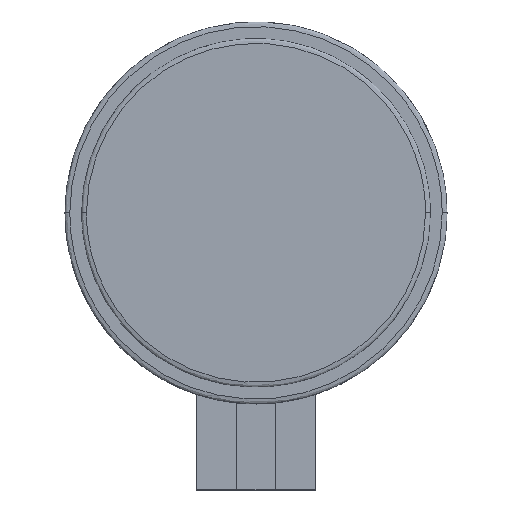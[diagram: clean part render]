
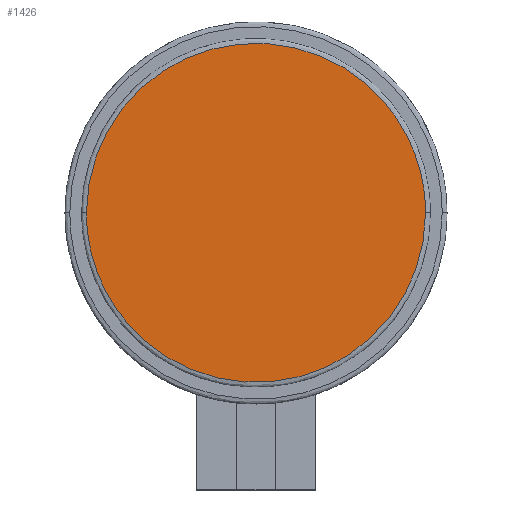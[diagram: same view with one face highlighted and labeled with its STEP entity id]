
A CAD part, top view. The second image highlights one B-rep face of the part: STEP entity #1426.
In plain terms, the highlighted free-form (B-spline) face has degree [1, 1] with [2, 2] control points.
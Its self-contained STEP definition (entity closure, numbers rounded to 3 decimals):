
#424 = EDGE_CURVE('',#425,#427,#429,.T.);
#425 = VERTEX_POINT('',#426);
#426 = CARTESIAN_POINT('',(4.438,0.,2.625));
#427 = VERTEX_POINT('',#428);
#428 = CARTESIAN_POINT('',(-4.438,0.,2.625));
#429 = SURFACE_CURVE('',#430,(#435,#459),.PCURVE_S1.);
#430 = ( BOUNDED_CURVE() B_SPLINE_CURVE(3,(#431,#432,#433,#434),
.UNSPECIFIED.,.F.,.F.) B_SPLINE_CURVE_WITH_KNOTS((4,4),(0.,1.),
.PIECEWISE_BEZIER_KNOTS.) CURVE() GEOMETRIC_REPRESENTATION_ITEM() 
RATIONAL_B_SPLINE_CURVE((1.,0.333,0.333,1.)) 
REPRESENTATION_ITEM('') );
#431 = CARTESIAN_POINT('',(4.438,0.,2.625));
#432 = CARTESIAN_POINT('',(4.438,-8.875,2.625));
#433 = CARTESIAN_POINT('',(-4.438,-8.875,2.625));
#434 = CARTESIAN_POINT('',(-4.438,0.,2.625));
#435 = PCURVE('',#436,#453);
#436 = ( BOUNDED_SURFACE() B_SPLINE_SURFACE(3,3,(
    (#437,#438,#439,#440)
    ,(#441,#442,#443,#444)
    ,(#445,#446,#447,#448)
    ,(#449,#450,#451,#452
)),.UNSPECIFIED.,.F.,.F.,.F.) B_SPLINE_SURFACE_WITH_KNOTS((4,4),(4,4),(
    0.,1.),(0.,1.),.PIECEWISE_BEZIER_KNOTS.) 
GEOMETRIC_REPRESENTATION_ITEM() RATIONAL_B_SPLINE_SURFACE((
    (1.,0.333,0.333,1.)
    ,(0.805,0.268,0.268,0.805)
    ,(0.805,0.268,0.268,0.805)
,(1.,0.333,0.333,1.
))) REPRESENTATION_ITEM('') SURFACE() );
#437 = CARTESIAN_POINT('',(-4.438,0.,2.625));
#438 = CARTESIAN_POINT('',(-4.438,-8.875,2.625));
#439 = CARTESIAN_POINT('',(4.438,-8.875,2.625));
#440 = CARTESIAN_POINT('',(4.438,0.,2.625));
#441 = CARTESIAN_POINT('',(-4.511,0.,2.625));
#442 = CARTESIAN_POINT('',(-4.511,-9.021,2.625));
#443 = CARTESIAN_POINT('',(4.511,-9.021,2.625));
#444 = CARTESIAN_POINT('',(4.511,0.,2.625));
#445 = CARTESIAN_POINT('',(-4.563,0.,2.594));
#446 = CARTESIAN_POINT('',(-4.563,-9.125,2.594));
#447 = CARTESIAN_POINT('',(4.563,-9.125,2.594));
#448 = CARTESIAN_POINT('',(4.563,0.,2.594));
#449 = CARTESIAN_POINT('',(-4.563,0.,2.55));
#450 = CARTESIAN_POINT('',(-4.563,-9.125,2.55));
#451 = CARTESIAN_POINT('',(4.563,-9.125,2.55));
#452 = CARTESIAN_POINT('',(4.563,0.,2.55));
#453 = DEFINITIONAL_REPRESENTATION('',(#454),#458);
#454 = B_SPLINE_CURVE_WITH_KNOTS('',2,(#455,#456,#457),.UNSPECIFIED.,.F.
  ,.F.,(3,3),(0.,1.),.PIECEWISE_BEZIER_KNOTS.);
#455 = CARTESIAN_POINT('',(0.,1.));
#456 = CARTESIAN_POINT('',(0.,0.5));
#457 = CARTESIAN_POINT('',(0.,0.));
#458 = ( GEOMETRIC_REPRESENTATION_CONTEXT(2) 
PARAMETRIC_REPRESENTATION_CONTEXT() REPRESENTATION_CONTEXT('2D SPACE',''
  ) );
#459 = PCURVE('',#460,#465);
#460 = B_SPLINE_SURFACE_WITH_KNOTS('',1,1,(
    (#461,#462)
    ,(#463,#464
    )),.UNSPECIFIED.,.F.,.F.,.F.,(2,2),(2,2),(-3.55,3.55),(-7.1,7.1),
  .PIECEWISE_BEZIER_KNOTS.);
#461 = CARTESIAN_POINT('',(-4.438,-8.875,2.625));
#462 = CARTESIAN_POINT('',(-4.438,8.875,2.625));
#463 = CARTESIAN_POINT('',(4.438,-8.875,2.625));
#464 = CARTESIAN_POINT('',(4.438,8.875,2.625));
#465 = DEFINITIONAL_REPRESENTATION('',(#466),#471);
#466 = ( BOUNDED_CURVE() B_SPLINE_CURVE(3,(#467,#468,#469,#470),
.UNSPECIFIED.,.F.,.F.) B_SPLINE_CURVE_WITH_KNOTS((4,4),(0.,1.),
.PIECEWISE_BEZIER_KNOTS.) CURVE() GEOMETRIC_REPRESENTATION_ITEM() 
RATIONAL_B_SPLINE_CURVE((1.,0.333,0.333,1.)) 
REPRESENTATION_ITEM('') );
#467 = CARTESIAN_POINT('',(3.55,0.));
#468 = CARTESIAN_POINT('',(3.55,-7.1));
#469 = CARTESIAN_POINT('',(-3.55,-7.1));
#470 = CARTESIAN_POINT('',(-3.55,0.));
#471 = ( GEOMETRIC_REPRESENTATION_CONTEXT(2) 
PARAMETRIC_REPRESENTATION_CONTEXT() REPRESENTATION_CONTEXT('2D SPACE',''
  ) );
#489 = ( BOUNDED_SURFACE() B_SPLINE_SURFACE(3,3,(
    (#490,#491,#492,#493)
    ,(#494,#495,#496,#497)
    ,(#498,#499,#500,#501)
    ,(#502,#503,#504,#505
)),.UNSPECIFIED.,.F.,.F.,.F.) B_SPLINE_SURFACE_WITH_KNOTS((4,4),(4,4),(
    0.,1.),(0.,1.),.PIECEWISE_BEZIER_KNOTS.) 
GEOMETRIC_REPRESENTATION_ITEM() RATIONAL_B_SPLINE_SURFACE((
    (1.,0.333,0.333,1.)
    ,(0.805,0.268,0.268,0.805)
    ,(0.805,0.268,0.268,0.805)
,(1.,0.333,0.333,1.
))) REPRESENTATION_ITEM('') SURFACE() );
#490 = CARTESIAN_POINT('',(4.438,0.,2.625));
#491 = CARTESIAN_POINT('',(4.438,8.875,2.625));
#492 = CARTESIAN_POINT('',(-4.438,8.875,2.625));
#493 = CARTESIAN_POINT('',(-4.438,0.,2.625));
#494 = CARTESIAN_POINT('',(4.511,0.,2.625));
#495 = CARTESIAN_POINT('',(4.511,9.021,2.625));
#496 = CARTESIAN_POINT('',(-4.511,9.021,2.625));
#497 = CARTESIAN_POINT('',(-4.511,0.,2.625));
#498 = CARTESIAN_POINT('',(4.563,0.,2.594));
#499 = CARTESIAN_POINT('',(4.563,9.125,2.594));
#500 = CARTESIAN_POINT('',(-4.563,9.125,2.594));
#501 = CARTESIAN_POINT('',(-4.563,0.,2.594));
#502 = CARTESIAN_POINT('',(4.563,0.,2.55));
#503 = CARTESIAN_POINT('',(4.563,9.125,2.55));
#504 = CARTESIAN_POINT('',(-4.563,9.125,2.55));
#505 = CARTESIAN_POINT('',(-4.563,0.,2.55));
#1354 = EDGE_CURVE('',#427,#425,#1355,.T.);
#1355 = SURFACE_CURVE('',#1356,(#1361,#1368),.PCURVE_S1.);
#1356 = ( BOUNDED_CURVE() B_SPLINE_CURVE(3,(#1357,#1358,#1359,#1360),
.UNSPECIFIED.,.F.,.F.) B_SPLINE_CURVE_WITH_KNOTS((4,4),(0.,1.),
.PIECEWISE_BEZIER_KNOTS.) CURVE() GEOMETRIC_REPRESENTATION_ITEM() 
RATIONAL_B_SPLINE_CURVE((1.,0.333,0.333,1.)) 
REPRESENTATION_ITEM('') );
#1357 = CARTESIAN_POINT('',(-4.438,0.,2.625));
#1358 = CARTESIAN_POINT('',(-4.438,8.875,2.625));
#1359 = CARTESIAN_POINT('',(4.438,8.875,2.625));
#1360 = CARTESIAN_POINT('',(4.438,0.,2.625));
#1361 = PCURVE('',#489,#1362);
#1362 = DEFINITIONAL_REPRESENTATION('',(#1363),#1367);
#1363 = B_SPLINE_CURVE_WITH_KNOTS('',2,(#1364,#1365,#1366),
  .UNSPECIFIED.,.F.,.F.,(3,3),(0.,1.),.PIECEWISE_BEZIER_KNOTS.);
#1364 = CARTESIAN_POINT('',(0.,1.));
#1365 = CARTESIAN_POINT('',(0.,0.5));
#1366 = CARTESIAN_POINT('',(0.,0.));
#1367 = ( GEOMETRIC_REPRESENTATION_CONTEXT(2) 
PARAMETRIC_REPRESENTATION_CONTEXT() REPRESENTATION_CONTEXT('2D SPACE',''
  ) );
#1368 = PCURVE('',#460,#1369);
#1369 = DEFINITIONAL_REPRESENTATION('',(#1370),#1375);
#1370 = ( BOUNDED_CURVE() B_SPLINE_CURVE(3,(#1371,#1372,#1373,#1374),
.UNSPECIFIED.,.F.,.F.) B_SPLINE_CURVE_WITH_KNOTS((4,4),(0.,1.),
.PIECEWISE_BEZIER_KNOTS.) CURVE() GEOMETRIC_REPRESENTATION_ITEM() 
RATIONAL_B_SPLINE_CURVE((1.,0.333,0.333,1.)) 
REPRESENTATION_ITEM('') );
#1371 = CARTESIAN_POINT('',(-3.55,0.));
#1372 = CARTESIAN_POINT('',(-3.55,7.1));
#1373 = CARTESIAN_POINT('',(3.55,7.1));
#1374 = CARTESIAN_POINT('',(3.55,0.));
#1375 = ( GEOMETRIC_REPRESENTATION_CONTEXT(2) 
PARAMETRIC_REPRESENTATION_CONTEXT() REPRESENTATION_CONTEXT('2D SPACE',''
  ) );
#1426 = ADVANCED_FACE('',(#1427),#460,.T.);
#1427 = FACE_BOUND('',#1428,.T.);
#1428 = EDGE_LOOP('',(#1429,#1430));
#1429 = ORIENTED_EDGE('',*,*,#424,.F.);
#1430 = ORIENTED_EDGE('',*,*,#1354,.F.);
